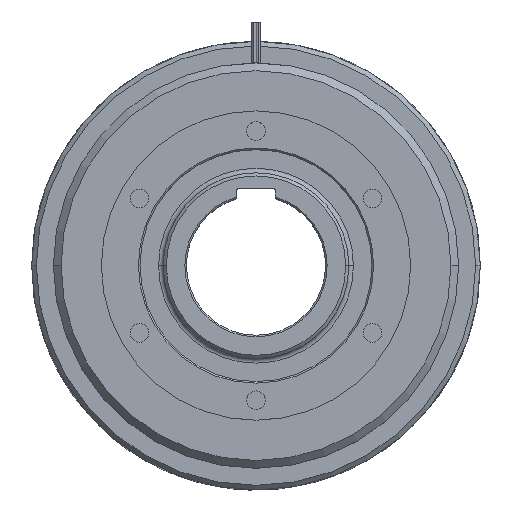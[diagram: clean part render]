
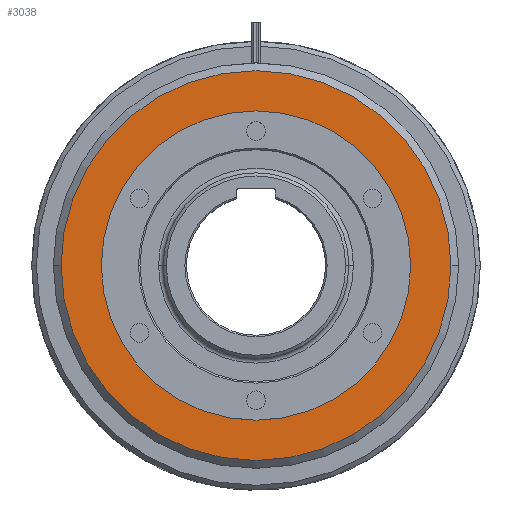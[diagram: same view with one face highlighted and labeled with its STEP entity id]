
A CAD part, top view. The second image highlights one B-rep face of the part: STEP entity #3038.
In plain terms, the highlighted planar face has unit normal (0, 0, 1).
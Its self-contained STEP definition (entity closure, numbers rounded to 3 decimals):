
#2441 = DIRECTION ( 'NONE',  ( 0., 0., 1. ) ) ;
#2442 = CARTESIAN_POINT ( 'NONE',  ( 0., 0., 52.5 ) ) ;
#2443 = AXIS2_PLACEMENT_3D ( 'NONE', #2442, #2441, #2459 ) ;
#2453 = CIRCLE ( 'NONE', #2443, 100. ) ;
#2454 = CARTESIAN_POINT ( 'NONE',  ( 100., 0., 52.5 ) ) ;
#2459 = DIRECTION ( 'NONE',  ( 1., 0., 0. ) ) ;
#2463 = VERTEX_POINT ( 'NONE', #7505 ) ;
#2499 = EDGE_CURVE ( 'NONE', #2463, #2512, #6451, .T. ) ;
#2512 = VERTEX_POINT ( 'NONE', #6507 ) ;
#2870 = VERTEX_POINT ( 'NONE', #5876 ) ;
#2913 = EDGE_CURVE ( 'NONE', #2914, #2870, #2453, .T. ) ;
#2914 = VERTEX_POINT ( 'NONE', #2454 ) ;
#3035 = EDGE_LOOP ( 'NONE', ( #3078, #3084 ) ) ;
#3038 = ADVANCED_FACE ( 'NONE', ( #5020, #5019 ), #5018, .T. ) ;
#3066 = ORIENTED_EDGE ( 'NONE', *, *, #3069, .F. ) ;
#3069 = EDGE_CURVE ( 'NONE', #2870, #2914, #5056, .T. ) ;
#3078 = ORIENTED_EDGE ( 'NONE', *, *, #3098, .T. ) ;
#3084 = ORIENTED_EDGE ( 'NONE', *, *, #2499, .T. ) ;
#3085 = EDGE_LOOP ( 'NONE', ( #3086, #3066 ) ) ;
#3086 = ORIENTED_EDGE ( 'NONE', *, *, #2913, .F. ) ;
#3098 = EDGE_CURVE ( 'NONE', #2512, #2463, #5144, .T. ) ;
#5013 = DIRECTION ( 'NONE',  ( 1., 0., 0. ) ) ;
#5014 = DIRECTION ( 'NONE',  ( 0., 0., 1. ) ) ;
#5015 = CARTESIAN_POINT ( 'NONE',  ( 0., 0., 52.5 ) ) ;
#5017 = AXIS2_PLACEMENT_3D ( 'NONE', #5015, #5014, #5013 ) ;
#5018 = PLANE ( 'NONE',  #5017 ) ;
#5019 = FACE_BOUND ( 'NONE', #3085, .T. ) ;
#5020 = FACE_OUTER_BOUND ( 'NONE', #3035, .T. ) ;
#5052 = DIRECTION ( 'NONE',  ( 1., 0., 0. ) ) ;
#5053 = DIRECTION ( 'NONE',  ( 0., 0., 1. ) ) ;
#5054 = CARTESIAN_POINT ( 'NONE',  ( 0., 0., 52.5 ) ) ;
#5055 = AXIS2_PLACEMENT_3D ( 'NONE', #5054, #5053, #5052 ) ;
#5056 = CIRCLE ( 'NONE', #5055, 100. ) ;
#5140 = DIRECTION ( 'NONE',  ( 1., 0., 0. ) ) ;
#5141 = DIRECTION ( 'NONE',  ( 0., 0., 1. ) ) ;
#5142 = CARTESIAN_POINT ( 'NONE',  ( 0., 0., 52.5 ) ) ;
#5143 = AXIS2_PLACEMENT_3D ( 'NONE', #5142, #5141, #5140 ) ;
#5144 = CIRCLE ( 'NONE', #5143, 126. ) ;
#5876 = CARTESIAN_POINT ( 'NONE',  ( -100., 0., 52.5 ) ) ;
#6447 = DIRECTION ( 'NONE',  ( 0., 0., 1. ) ) ;
#6449 = CARTESIAN_POINT ( 'NONE',  ( 0., 0., 52.5 ) ) ;
#6450 = AXIS2_PLACEMENT_3D ( 'NONE', #6449, #6447, #6504 ) ;
#6451 = CIRCLE ( 'NONE', #6450, 126. ) ;
#6504 = DIRECTION ( 'NONE',  ( 1., 0., 0. ) ) ;
#6507 = CARTESIAN_POINT ( 'NONE',  ( -126., 0., 52.5 ) ) ;
#7505 = CARTESIAN_POINT ( 'NONE',  ( 126., 0., 52.5 ) ) ;
